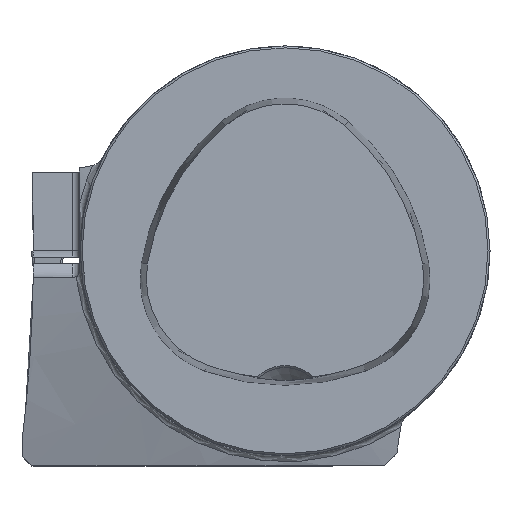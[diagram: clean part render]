
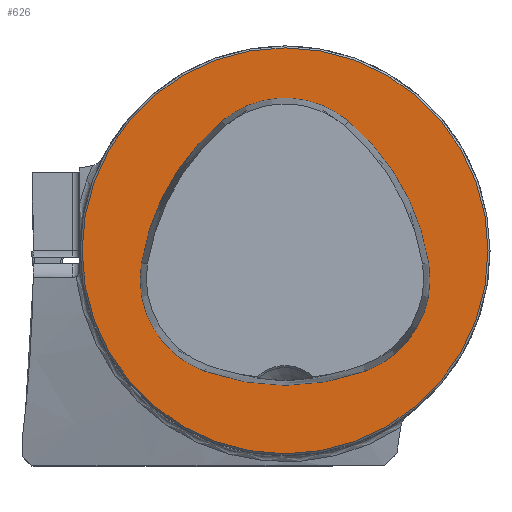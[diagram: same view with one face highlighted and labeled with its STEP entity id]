
A CAD part, top view. The second image highlights one B-rep face of the part: STEP entity #626.
In plain terms, the highlighted planar face has unit normal (0, 0, 1).
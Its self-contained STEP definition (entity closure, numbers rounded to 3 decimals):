
#110=FACE_BOUND('',#869,.T.);
#111=FACE_BOUND('',#870,.T.);
#194=PLANE('',#2356);
#626=ADVANCED_FACE('CU_FL_N1_SU_1',(#110,#111),#194,.T.);
#869=EDGE_LOOP('',(#1233,#1234,#1235,#1236,#1237,#1238));
#870=EDGE_LOOP('',(#1239));
#973=CIRCLE('',#2347,36.075);
#975=CIRCLE('',#2350,36.075);
#976=CIRCLE('',#2351,15.075);
#977=CIRCLE('',#2352,36.075);
#978=CIRCLE('',#2353,15.075);
#979=CIRCLE('',#2354,15.075);
#980=CIRCLE('',#2355,31.2);
#1233=ORIENTED_EDGE('',*,*,#2011,.F.);
#1234=ORIENTED_EDGE('',*,*,#2012,.F.);
#1235=ORIENTED_EDGE('',*,*,#2013,.F.);
#1236=ORIENTED_EDGE('',*,*,#2014,.F.);
#1237=ORIENTED_EDGE('',*,*,#2008,.F.);
#1238=ORIENTED_EDGE('',*,*,#2015,.F.);
#1239=ORIENTED_EDGE('',*,*,#2016,.T.);
#1766=VERTEX_POINT('',#3842);
#1767=VERTEX_POINT('',#3844);
#1769=VERTEX_POINT('',#3850);
#1770=VERTEX_POINT('',#3851);
#1771=VERTEX_POINT('',#3853);
#1772=VERTEX_POINT('',#3855);
#1773=VERTEX_POINT('',#3859);
#2008=EDGE_CURVE('',#1766,#1767,#973,.T.);
#2011=EDGE_CURVE('',#1769,#1770,#975,.T.);
#2012=EDGE_CURVE('',#1771,#1769,#976,.T.);
#2013=EDGE_CURVE('',#1772,#1771,#977,.T.);
#2014=EDGE_CURVE('',#1767,#1772,#978,.T.);
#2015=EDGE_CURVE('',#1770,#1766,#979,.T.);
#2016=EDGE_CURVE('',#1773,#1773,#980,.T.);
#2347=AXIS2_PLACEMENT_3D('',#3843,#2702,#2703);
#2350=AXIS2_PLACEMENT_3D('',#3849,#2709,#2710);
#2351=AXIS2_PLACEMENT_3D('',#3852,#2711,#2712);
#2352=AXIS2_PLACEMENT_3D('',#3854,#2713,#2714);
#2353=AXIS2_PLACEMENT_3D('',#3856,#2715,#2716);
#2354=AXIS2_PLACEMENT_3D('',#3857,#2717,#2718);
#2355=AXIS2_PLACEMENT_3D('',#3858,#2719,#2720);
#2356=AXIS2_PLACEMENT_3D('',#3860,#2721,#2722);
#2702=DIRECTION('',(0.,0.,1.));
#2703=DIRECTION('',(1.,0.,0.));
#2709=DIRECTION('',(0.,0.,1.));
#2710=DIRECTION('',(1.,0.,0.));
#2711=DIRECTION('',(0.,0.,1.));
#2712=DIRECTION('',(1.,0.,0.));
#2713=DIRECTION('',(0.,0.,1.));
#2714=DIRECTION('',(1.,0.,0.));
#2715=DIRECTION('',(0.,0.,1.));
#2716=DIRECTION('',(1.,0.,0.));
#2717=DIRECTION('',(0.,0.,1.));
#2718=DIRECTION('',(1.,0.,0.));
#2719=DIRECTION('',(0.,0.,1.));
#2720=DIRECTION('',(1.,0.,0.));
#2721=DIRECTION('',(0.,0.,1.));
#2722=DIRECTION('',(1.,0.,0.));
#3842=CARTESIAN_POINT('',(-12.368,-18.489,0.));
#3843=CARTESIAN_POINT('',(0.,15.4,0.));
#3844=CARTESIAN_POINT('',(12.368,-18.489,0.));
#3849=CARTESIAN_POINT('',(13.535,-7.656,0.));
#3850=CARTESIAN_POINT('',(-9.716,19.927,0.));
#3851=CARTESIAN_POINT('',(-22.084,-1.937,0.));
#3852=CARTESIAN_POINT('',(0.,8.4,0.));
#3853=CARTESIAN_POINT('',(9.716,19.927,0.));
#3854=CARTESIAN_POINT('',(-13.535,-7.656,0.));
#3855=CARTESIAN_POINT('',(22.084,-1.937,0.));
#3856=CARTESIAN_POINT('',(7.2,-4.327,0.));
#3857=CARTESIAN_POINT('',(-7.2,-4.327,0.));
#3858=CARTESIAN_POINT('',(0.,0.,0.));
#3859=CARTESIAN_POINT('',(31.2,0.,0.));
#3860=CARTESIAN_POINT('',(0.,0.,0.));
